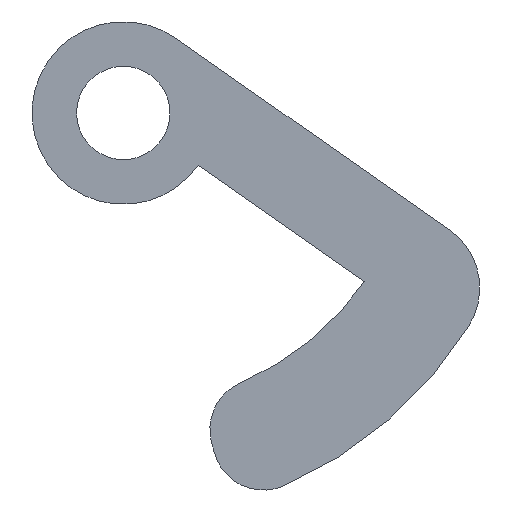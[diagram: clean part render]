
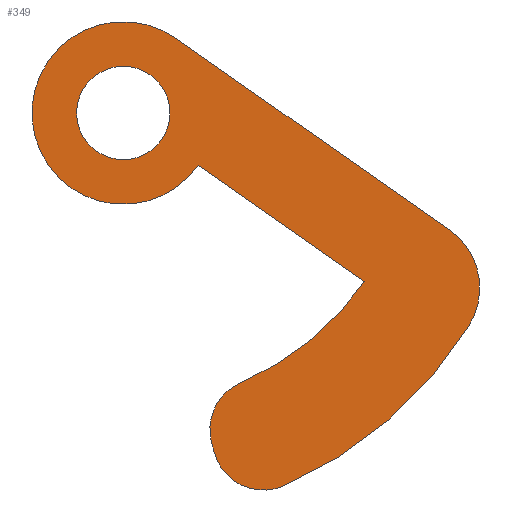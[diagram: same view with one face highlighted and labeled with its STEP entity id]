
A CAD part, front view. The second image highlights one B-rep face of the part: STEP entity #349.
In plain terms, the highlighted planar face has unit normal (0, -1, 0).
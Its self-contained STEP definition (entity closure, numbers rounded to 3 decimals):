
#24=FACE_BOUND('',#65,.T.);
#28=PLANE('',#404);
#41=FACE_OUTER_BOUND('',#64,.T.);
#64=EDGE_LOOP('',(#271,#272,#273,#274,#275,#276,#277,#278,#279));
#65=EDGE_LOOP('',(#280));
#86=LINE('',#627,#105);
#87=LINE('',#634,#106);
#88=LINE('',#638,#107);
#105=VECTOR('',#496,10.);
#106=VECTOR('',#503,10.);
#107=VECTOR('',#506,10.);
#116=CIRCLE('',#377,2.3);
#122=CIRCLE('',#386,2.5);
#133=CIRCLE('',#402,2.5);
#134=CIRCLE('',#405,20.);
#135=CIRCLE('',#406,3.5);
#136=CIRCLE('',#407,4.5);
#137=CIRCLE('',#408,14.5);
#146=VERTEX_POINT('',#556);
#152=VERTEX_POINT('',#572);
#153=VERTEX_POINT('',#573);
#165=VERTEX_POINT('',#621);
#166=VERTEX_POINT('',#622);
#167=VERTEX_POINT('',#629);
#168=VERTEX_POINT('',#631);
#169=VERTEX_POINT('',#633);
#170=VERTEX_POINT('',#635);
#171=VERTEX_POINT('',#637);
#178=EDGE_CURVE('',#146,#146,#116,.T.);
#184=EDGE_CURVE('',#152,#153,#122,.T.);
#202=EDGE_CURVE('',#165,#166,#133,.T.);
#205=EDGE_CURVE('',#152,#166,#86,.T.);
#206=EDGE_CURVE('',#167,#165,#134,.T.);
#207=EDGE_CURVE('',#168,#167,#135,.T.);
#208=EDGE_CURVE('',#169,#168,#87,.T.);
#209=EDGE_CURVE('',#170,#169,#136,.T.);
#210=EDGE_CURVE('',#170,#171,#88,.T.);
#211=EDGE_CURVE('',#171,#153,#137,.T.);
#271=ORIENTED_EDGE('',*,*,#184,.F.);
#272=ORIENTED_EDGE('',*,*,#205,.T.);
#273=ORIENTED_EDGE('',*,*,#202,.F.);
#274=ORIENTED_EDGE('',*,*,#206,.F.);
#275=ORIENTED_EDGE('',*,*,#207,.F.);
#276=ORIENTED_EDGE('',*,*,#208,.F.);
#277=ORIENTED_EDGE('',*,*,#209,.F.);
#278=ORIENTED_EDGE('',*,*,#210,.T.);
#279=ORIENTED_EDGE('',*,*,#211,.T.);
#280=ORIENTED_EDGE('',*,*,#178,.T.);
#349=ADVANCED_FACE('',(#41,#24),#28,.F.);
#377=AXIS2_PLACEMENT_3D('',#558,#434,#435);
#386=AXIS2_PLACEMENT_3D('',#574,#452,#453);
#402=AXIS2_PLACEMENT_3D('',#623,#490,#491);
#404=AXIS2_PLACEMENT_3D('',#628,#497,#498);
#405=AXIS2_PLACEMENT_3D('',#630,#499,#500);
#406=AXIS2_PLACEMENT_3D('',#632,#501,#502);
#407=AXIS2_PLACEMENT_3D('',#636,#504,#505);
#408=AXIS2_PLACEMENT_3D('',#639,#507,#508);
#434=DIRECTION('center_axis',(0.,1.,0.));
#435=DIRECTION('ref_axis',(1.,0.,0.));
#452=DIRECTION('center_axis',(0.,1.,0.));
#453=DIRECTION('ref_axis',(-0.901,0.,0.435));
#490=DIRECTION('center_axis',(0.,1.,0.));
#491=DIRECTION('ref_axis',(-0.437,0.,-0.9));
#496=DIRECTION('',(0.259,0.,-0.966));
#497=DIRECTION('center_axis',(0.,1.,0.));
#498=DIRECTION('ref_axis',(0.819,0.,-0.574));
#499=DIRECTION('center_axis',(0.,1.,0.));
#500=DIRECTION('ref_axis',(0.819,0.,-0.574));
#501=DIRECTION('center_axis',(0.,1.,0.));
#502=DIRECTION('ref_axis',(0.979,0.,0.203));
#503=DIRECTION('',(0.819,0.,-0.574));
#504=DIRECTION('center_axis',(0.,1.,0.));
#505=DIRECTION('ref_axis',(0.819,0.,-0.574));
#506=DIRECTION('',(0.819,0.,-0.574));
#507=DIRECTION('center_axis',(0.,1.,0.));
#508=DIRECTION('ref_axis',(0.819,0.,-0.574));
#556=CARTESIAN_POINT('',(-33.55,0.004,-104.704));
#558=CARTESIAN_POINT('Origin',(-31.25,0.004,-104.704));
#572=CARTESIAN_POINT('',(-26.898,0.004,-120.946));
#573=CARTESIAN_POINT('',(-25.478,0.004,-118.005));
#574=CARTESIAN_POINT('Origin',(-24.483,0.004,-120.299));
#621=CARTESIAN_POINT('',(-23.367,0.004,-123.084));
#622=CARTESIAN_POINT('',(-26.767,0.004,-121.434));
#623=CARTESIAN_POINT('Origin',(-24.352,0.004,-120.787));
#627=CARTESIAN_POINT('',(-31.25,0.004,-104.704));
#628=CARTESIAN_POINT('Origin',(-27.298,0.004,-112.571));
#629=CARTESIAN_POINT('',(-14.202,0.004,-115.161));
#630=CARTESIAN_POINT('Origin',(-31.25,0.004,-104.704));
#631=CARTESIAN_POINT('',(-15.178,0.004,-110.464));
#632=CARTESIAN_POINT('Origin',(-17.185,0.004,-113.331));
#633=CARTESIAN_POINT('',(-28.669,0.004,-101.017));
#634=CARTESIAN_POINT('',(-28.669,0.004,-101.017));
#635=CARTESIAN_POINT('',(-27.564,0.004,-107.285));
#636=CARTESIAN_POINT('Origin',(-31.25,0.004,-104.704));
#637=CARTESIAN_POINT('',(-19.372,0.004,-113.02));
#638=CARTESIAN_POINT('',(-31.25,0.004,-104.704));
#639=CARTESIAN_POINT('Origin',(-31.25,0.004,-104.704));
